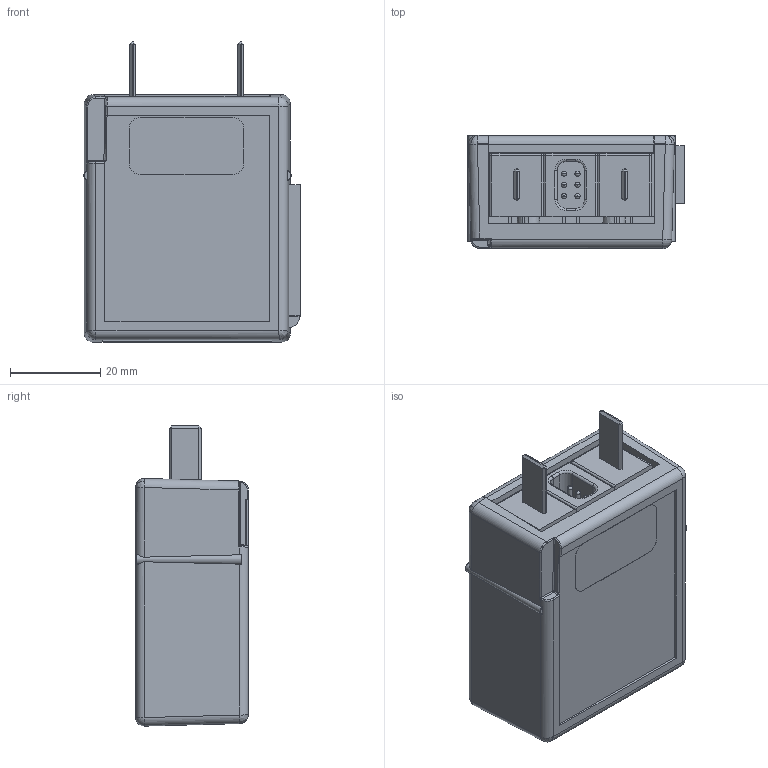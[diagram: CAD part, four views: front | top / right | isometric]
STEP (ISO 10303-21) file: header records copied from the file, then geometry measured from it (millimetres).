
FILE_DESCRIPTION (( 'STEP AP214' ), '1' );
FILE_NAME ('1000-860-E.STEP', '2019-01-09T23:24:50', ( '' ), ( '' ), 'SwSTEP 2.0', 'SolidWorks 2018', '' );
FILE_SCHEMA (( 'AUTOMOTIVE_DESIGN' ));
Length unit declared in the file: inch
Products named in the file (12): 2102-195; 2107-225_R_Bent; 2004-072 rev 04; 2500-211 rev 01; 2001-137; 2003-1194; 2003-1193; 2500-211-plug2; 2500-211-plug1; 2003-1052; 2250-629; 1000-860-E
Assembly tree (13 placements, depth 4):
  1000-860-E
    2001-137
    2250-629
      2500-211 rev 01
        2500-211-plug1  x2
        2500-211-plug2
    2004-072 rev 04
    2102-195  x2
    2107-225_R_Bent
    2003-1193
    2003-1194
    2003-1052
Bounding box: 47.97 x 25 x 66.57 mm (x, y, z)
Volume: 28086.5 mm3; surface area: 32946.6 mm2
Topology: 12 solids, 12 shells, 1744 faces, 4462 edges, 2852 vertices
Faces by surface type: plane 935, bspline 257, cylinder 244, cone 240, torus 47, sphere 21
Entity records: 66805 total; most frequent: CARTESIAN_POINT 20982, ORIENTED_EDGE 7548, DIRECTION 6281, EDGE_CURVE 3774, LINE 2555, VECTOR 2555, VERTEX_POINT 2434, AXIS2_PLACEMENT_3D 1863
